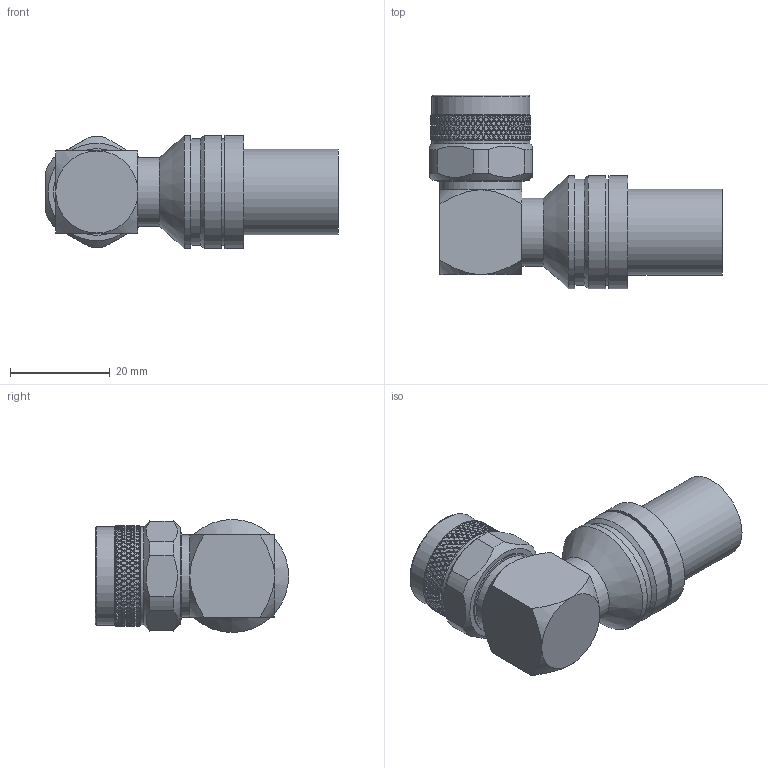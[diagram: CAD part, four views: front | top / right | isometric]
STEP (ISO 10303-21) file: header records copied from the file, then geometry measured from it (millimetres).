
FILE_DESCRIPTION (( 'STEP AP214' ), '1' );
FILE_NAME ('EZ-600-NMH-RA-X_3D.STEP', '2022-02-10T17:16:38', ( '' ), ( '' ), 'SwSTEP 2.0', 'SolidWorks 2021', '' );
FILE_SCHEMA (( 'AUTOMOTIVE_DESIGN' ));
Length unit declared in the file: inch
Products named in the file (1): EZ-600-NMH-RA-X_3D
Bounding box: 58.85 x 38.85 x 22.71 mm (x, y, z)
Volume: 17196.4 mm3; surface area: 9238.4 mm2
Topology: 2 solids, 2 shells, 2203 faces, 4743 edges, 2556 vertices
Faces by surface type: bspline 1683, cylinder 451, plane 43, cone 25, torus 1
Full cylindrical faces by diameter (mm): 1.524 x1, 2.54 x1, 6.909 x1, 8.255 x1, 11.6 x1, 13.734 x2, 15.2 x1, 15.875 x6, 16.51 x1, 17.2 x1, 17.418 x1, 19.69 x2, 21.341 x2, 22.709 x3
Entity records: 74714 total; most frequent: CARTESIAN_POINT 46019, ORIENTED_EDGE 9378, EDGE_CURVE 4689, VERTEX_POINT 2536, EDGE_LOOP 2239, FACE_OUTER_BOUND 2217, ADVANCED_FACE 2197, B_SPLINE_CURVE_WITH_KNOTS 2090
